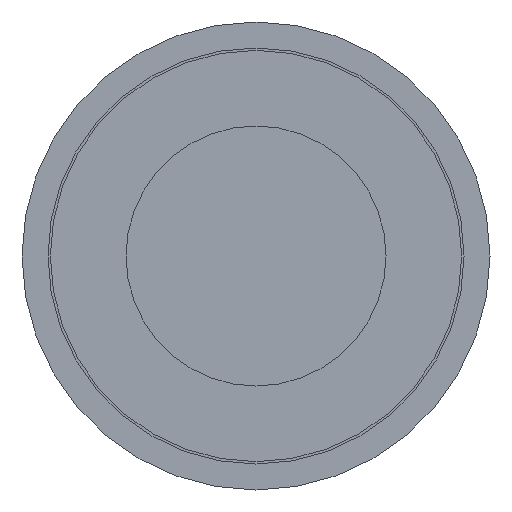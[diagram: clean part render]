
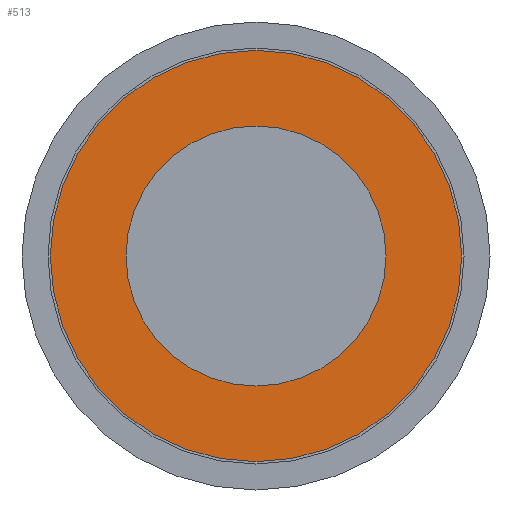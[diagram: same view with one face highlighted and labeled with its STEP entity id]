
A CAD part, front view. The second image highlights one B-rep face of the part: STEP entity #513.
In plain terms, the highlighted planar face has unit normal (0, -1, 0).
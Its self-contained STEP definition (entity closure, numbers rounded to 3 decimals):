
#73=FACE_BOUND('',#192,.T.);
#154=FACE_OUTER_BOUND('',#191,.T.);
#191=EDGE_LOOP('',(#462));
#192=EDGE_LOOP('',(#463));
#222=CIRCLE('',#597,27.5);
#223=CIRCLE('',#599,43.5);
#265=VERTEX_POINT('',#1144);
#266=VERTEX_POINT('',#1148);
#330=EDGE_CURVE('',#265,#265,#222,.T.);
#332=EDGE_CURVE('',#266,#266,#223,.T.);
#462=ORIENTED_EDGE('',*,*,#332,.F.);
#463=ORIENTED_EDGE('',*,*,#330,.T.);
#481=PLANE('',#598);
#513=ADVANCED_FACE('',(#154,#73),#481,.F.);
#597=AXIS2_PLACEMENT_3D('',#1145,#734,#735);
#598=AXIS2_PLACEMENT_3D('',#1147,#737,#738);
#599=AXIS2_PLACEMENT_3D('',#1149,#739,#740);
#734=DIRECTION('center_axis',(0.,1.,0.));
#735=DIRECTION('ref_axis',(0.,0.,1.));
#737=DIRECTION('center_axis',(0.,1.,0.));
#738=DIRECTION('ref_axis',(0.,0.,1.));
#739=DIRECTION('center_axis',(0.,1.,0.));
#740=DIRECTION('ref_axis',(0.,0.,1.));
#1144=CARTESIAN_POINT('',(0.,-2.,-27.5));
#1145=CARTESIAN_POINT('Origin',(0.,-2.,0.));
#1147=CARTESIAN_POINT('Origin',(-27.5,-2.,0.));
#1148=CARTESIAN_POINT('',(0.,-2.,-43.5));
#1149=CARTESIAN_POINT('Origin',(0.,-2.,0.));
